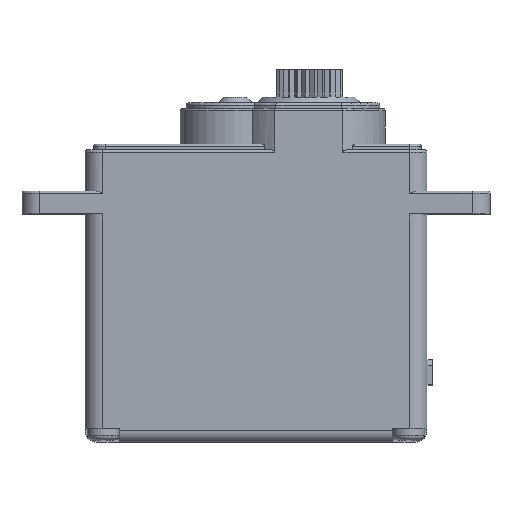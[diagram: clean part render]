
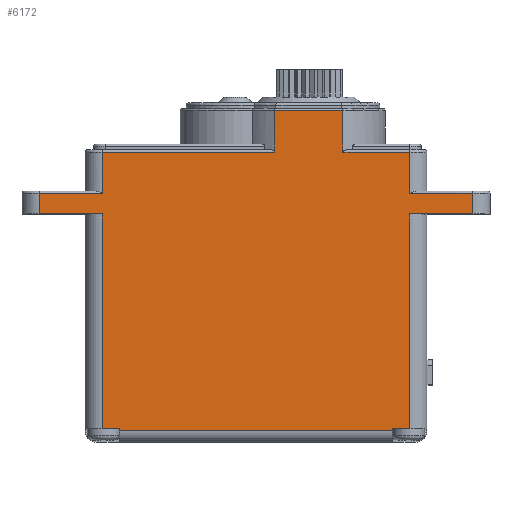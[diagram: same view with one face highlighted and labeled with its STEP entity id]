
A CAD part, top view. The second image highlights one B-rep face of the part: STEP entity #6172.
In plain terms, the highlighted planar face has unit normal (0, 0, 1).
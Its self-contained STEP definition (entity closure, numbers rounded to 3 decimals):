
#797=DIRECTION('',(1.,0.,0.));
#798=VECTOR('',#797,23.8);
#799=CARTESIAN_POINT('',(-11.9,-0.9,6.));
#800=LINE('',#799,#798);
#841=DIRECTION('',(1.,0.,0.));
#842=VECTOR('',#841,1.5);
#843=CARTESIAN_POINT('',(-13.4,-0.7,6.));
#844=LINE('',#843,#842);
#1177=DIRECTION('',(0.,-1.,0.));
#1178=VECTOR('',#1177,18.7);
#1179=CARTESIAN_POINT('',(-13.4,18.,6.));
#1180=LINE('',#1179,#1178);
#1181=DIRECTION('',(0.,-1.,0.));
#1182=VECTOR('',#1181,18.7);
#1183=CARTESIAN_POINT('',(13.4,18.,6.));
#1184=LINE('',#1183,#1182);
#1185=DIRECTION('',(1.,0.,0.));
#1186=VECTOR('',#1185,1.5);
#1187=CARTESIAN_POINT('',(11.9,-0.7,6.));
#1188=LINE('',#1187,#1186);
#1189=DIRECTION('',(0.,1.,0.));
#1190=VECTOR('',#1189,0.2);
#1191=CARTESIAN_POINT('',(11.9,-0.9,6.));
#1192=LINE('',#1191,#1190);
#1193=DIRECTION('',(0.,-1.,0.));
#1194=VECTOR('',#1193,0.2);
#1195=CARTESIAN_POINT('',(-11.9,-0.7,6.));
#1196=LINE('',#1195,#1194);
#1265=DIRECTION('',(1.,0.,0.));
#1266=VECTOR('',#1265,5.5);
#1267=CARTESIAN_POINT('',(-18.9,18.,6.));
#1268=LINE('',#1267,#1266);
#1545=DIRECTION('',(0.,-1.,0.));
#1546=VECTOR('',#1545,3.6);
#1547=CARTESIAN_POINT('',(1.618,27.,6.));
#1548=LINE('',#1547,#1546);
#1623=DIRECTION('',(-1.,0.,0.));
#1624=VECTOR('',#1623,5.963);
#1625=CARTESIAN_POINT('',(7.582,27.,6.));
#1626=LINE('',#1625,#1624);
#1709=DIRECTION('',(0.,1.,0.));
#1710=VECTOR('',#1709,3.6);
#1711=CARTESIAN_POINT('',(7.582,23.4,6.));
#1712=LINE('',#1711,#1710);
#1825=DIRECTION('',(-1.,0.,0.));
#1826=VECTOR('',#1825,5.818);
#1827=CARTESIAN_POINT('',(13.4,23.4,6.));
#1828=LINE('',#1827,#1826);
#1856=DIRECTION('',(0.,1.,0.));
#1857=VECTOR('',#1856,3.6);
#1858=CARTESIAN_POINT('',(13.4,19.8,6.));
#1859=LINE('',#1858,#1857);
#1897=DIRECTION('',(-1.,0.,0.));
#1898=VECTOR('',#1897,5.5);
#1899=CARTESIAN_POINT('',(18.9,19.8,6.));
#1900=LINE('',#1899,#1898);
#1927=DIRECTION('',(0.,1.,0.));
#1928=VECTOR('',#1927,1.8);
#1929=CARTESIAN_POINT('',(18.9,18.,6.));
#1930=LINE('',#1929,#1928);
#2117=DIRECTION('',(-1.,0.,0.));
#2118=VECTOR('',#2117,5.5);
#2119=CARTESIAN_POINT('',(18.9,18.,6.));
#2120=LINE('',#2119,#2118);
#2997=DIRECTION('',(-1.,0.,0.));
#2998=VECTOR('',#2997,15.018);
#2999=CARTESIAN_POINT('',(1.618,23.4,6.));
#3000=LINE('',#2999,#2998);
#3027=DIRECTION('',(0.,-1.,0.));
#3028=VECTOR('',#3027,3.6);
#3029=CARTESIAN_POINT('',(-13.4,23.4,6.));
#3030=LINE('',#3029,#3028);
#3040=DIRECTION('',(-1.,0.,0.));
#3041=VECTOR('',#3040,5.5);
#3042=CARTESIAN_POINT('',(-13.4,19.8,6.));
#3043=LINE('',#3042,#3041);
#3070=DIRECTION('',(0.,-1.,0.));
#3071=VECTOR('',#3070,1.8);
#3072=CARTESIAN_POINT('',(-18.9,19.8,6.));
#3073=LINE('',#3072,#3071);
#4005=CARTESIAN_POINT('',(11.9,-0.9,6.));
#4006=VERTEX_POINT('',#4005);
#4007=CARTESIAN_POINT('',(11.9,-0.7,6.));
#4008=VERTEX_POINT('',#4007);
#4009=CARTESIAN_POINT('',(-11.9,-0.9,6.));
#4010=VERTEX_POINT('',#4009);
#4013=CARTESIAN_POINT('',(-11.9,-0.7,6.));
#4014=VERTEX_POINT('',#4013);
#4041=CARTESIAN_POINT('',(13.4,-0.7,6.));
#4042=VERTEX_POINT('',#4041);
#4049=CARTESIAN_POINT('',(-13.4,-0.7,6.));
#4050=VERTEX_POINT('',#4049);
#4197=CARTESIAN_POINT('',(13.4,18.,6.));
#4199=VERTEX_POINT('',#4197);
#4201=CARTESIAN_POINT('',(-13.4,19.8,6.));
#4202=CARTESIAN_POINT('',(-18.9,19.8,6.));
#4203=VERTEX_POINT('',#4201);
#4204=VERTEX_POINT('',#4202);
#4205=CARTESIAN_POINT('',(-13.4,23.4,6.));
#4206=VERTEX_POINT('',#4205);
#4207=CARTESIAN_POINT('',(1.618,23.4,6.));
#4208=VERTEX_POINT('',#4207);
#4209=CARTESIAN_POINT('',(1.618,27.,6.));
#4210=VERTEX_POINT('',#4209);
#4211=CARTESIAN_POINT('',(7.582,27.,6.));
#4212=VERTEX_POINT('',#4211);
#4213=CARTESIAN_POINT('',(7.582,23.4,6.));
#4214=VERTEX_POINT('',#4213);
#4215=CARTESIAN_POINT('',(13.4,23.4,6.));
#4216=VERTEX_POINT('',#4215);
#4217=CARTESIAN_POINT('',(13.4,19.8,6.));
#4218=VERTEX_POINT('',#4217);
#4219=CARTESIAN_POINT('',(18.9,19.8,6.));
#4220=VERTEX_POINT('',#4219);
#4221=CARTESIAN_POINT('',(18.9,18.,6.));
#4222=VERTEX_POINT('',#4221);
#4223=CARTESIAN_POINT('',(-18.9,18.,6.));
#4224=CARTESIAN_POINT('',(-13.4,18.,6.));
#4225=VERTEX_POINT('',#4223);
#4226=VERTEX_POINT('',#4224);
#6131=CARTESIAN_POINT('',(0.,8.,6.));
#6132=DIRECTION('',(0.,0.,1.));
#6133=DIRECTION('',(1.,0.,0.));
#6134=AXIS2_PLACEMENT_3D('',#6131,#6132,#6133);
#6135=PLANE('',#6134);
#6137=ORIENTED_EDGE('',*,*,#6136,.T.);
#6138=ORIENTED_EDGE('',*,*,#5209,.F.);
#6139=ORIENTED_EDGE('',*,*,#5596,.F.);
#6140=ORIENTED_EDGE('',*,*,#5615,.F.);
#6141=ORIENTED_EDGE('',*,*,#5636,.F.);
#6142=ORIENTED_EDGE('',*,*,#5687,.F.);
#6143=ORIENTED_EDGE('',*,*,#6115,.F.);
#6145=ORIENTED_EDGE('',*,*,#6144,.F.);
#6147=ORIENTED_EDGE('',*,*,#6146,.F.);
#6149=ORIENTED_EDGE('',*,*,#6148,.F.);
#6151=ORIENTED_EDGE('',*,*,#6150,.F.);
#6153=ORIENTED_EDGE('',*,*,#6152,.F.);
#6155=ORIENTED_EDGE('',*,*,#6154,.F.);
#6157=ORIENTED_EDGE('',*,*,#6156,.F.);
#6159=ORIENTED_EDGE('',*,*,#6158,.F.);
#6161=ORIENTED_EDGE('',*,*,#6160,.F.);
#6163=ORIENTED_EDGE('',*,*,#6162,.F.);
#6165=ORIENTED_EDGE('',*,*,#6164,.F.);
#6167=ORIENTED_EDGE('',*,*,#6166,.F.);
#6169=ORIENTED_EDGE('',*,*,#6168,.T.);
#6170=EDGE_LOOP('',(#6137,#6138,#6139,#6140,#6141,#6142,#6143,#6145,#6147,#6149,
#6151,#6153,#6155,#6157,#6159,#6161,#6163,#6165,#6167,#6169));
#6171=FACE_OUTER_BOUND('',#6170,.F.);
#6172=ADVANCED_FACE('',(#6171),#6135,.T.);
#5209=EDGE_CURVE('',#4008,#4042,#1188,.T.);
#5596=EDGE_CURVE('',#4006,#4008,#1192,.T.);
#5615=EDGE_CURVE('',#4010,#4006,#800,.T.);
#5636=EDGE_CURVE('',#4014,#4010,#1196,.T.);
#5687=EDGE_CURVE('',#4050,#4014,#844,.T.);
#6115=EDGE_CURVE('',#4226,#4050,#1180,.T.);
#6136=EDGE_CURVE('',#4199,#4042,#1184,.T.);
#6144=EDGE_CURVE('',#4225,#4226,#1268,.T.);
#6146=EDGE_CURVE('',#4204,#4225,#3073,.T.);
#6148=EDGE_CURVE('',#4203,#4204,#3043,.T.);
#6150=EDGE_CURVE('',#4206,#4203,#3030,.T.);
#6152=EDGE_CURVE('',#4208,#4206,#3000,.T.);
#6154=EDGE_CURVE('',#4210,#4208,#1548,.T.);
#6156=EDGE_CURVE('',#4212,#4210,#1626,.T.);
#6158=EDGE_CURVE('',#4214,#4212,#1712,.T.);
#6160=EDGE_CURVE('',#4216,#4214,#1828,.T.);
#6162=EDGE_CURVE('',#4218,#4216,#1859,.T.);
#6164=EDGE_CURVE('',#4220,#4218,#1900,.T.);
#6166=EDGE_CURVE('',#4222,#4220,#1930,.T.);
#6168=EDGE_CURVE('',#4222,#4199,#2120,.T.);
